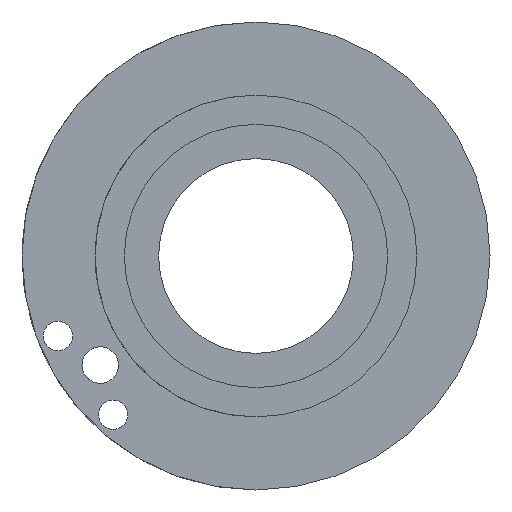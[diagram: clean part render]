
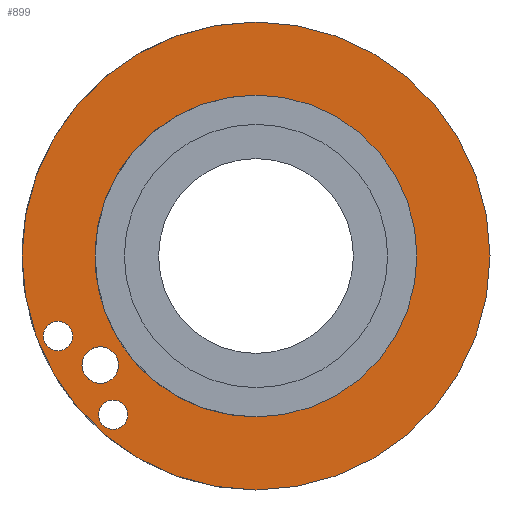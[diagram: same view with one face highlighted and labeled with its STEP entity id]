
A CAD part, left-side view. The second image highlights one B-rep face of the part: STEP entity #899.
In plain terms, the highlighted planar face has unit normal (-1, 0, 0).
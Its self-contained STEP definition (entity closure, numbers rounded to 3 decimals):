
#5 = CARTESIAN_POINT ( 'NONE',  ( 7.42, 0., -7.998 ) ) ;
#24 = CIRCLE ( 'NONE', #911, 0.5 ) ;
#42 = CARTESIAN_POINT ( 'NONE',  ( 7.42, 0., 0. ) ) ;
#46 = AXIS2_PLACEMENT_3D ( 'NONE', #1175, #1026, #168 ) ;
#47 = DIRECTION ( 'NONE',  ( 1., 0., 0. ) ) ;
#49 = CIRCLE ( 'NONE', #849, 0.5 ) ;
#69 = CARTESIAN_POINT ( 'NONE',  ( 7.42, 4.885, -5.425 ) ) ;
#108 = FACE_OUTER_BOUND ( 'NONE', #354, .T. ) ;
#139 = DIRECTION ( 'NONE',  ( 1., 0., 0. ) ) ;
#141 = ORIENTED_EDGE ( 'NONE', *, *, #196, .F. ) ;
#154 = EDGE_CURVE ( 'NONE', #1374, #862, #24, .T. ) ;
#161 = EDGE_CURVE ( 'NONE', #876, #449, #1277, .T. ) ;
#168 = DIRECTION ( 'NONE',  ( 0., 0., 1. ) ) ;
#193 = EDGE_LOOP ( 'NONE', ( #1129, #835 ) ) ;
#196 = EDGE_CURVE ( 'NONE', #449, #876, #1067, .T. ) ;
#206 = CARTESIAN_POINT ( 'NONE',  ( 7.42, 6.768, -3.235 ) ) ;
#226 = CARTESIAN_POINT ( 'NONE',  ( 7.42, 0., 5.5 ) ) ;
#231 = AXIS2_PLACEMENT_3D ( 'NONE', #42, #485, #267 ) ;
#246 = CARTESIAN_POINT ( 'NONE',  ( 7.42, 0., 0. ) ) ;
#252 = CARTESIAN_POINT ( 'NONE',  ( 7.42, 6.768, -2.235 ) ) ;
#267 = DIRECTION ( 'NONE',  ( 0., 0., 1. ) ) ;
#279 = AXIS2_PLACEMENT_3D ( 'NONE', #1148, #743, #1163 ) ;
#299 = DIRECTION ( 'NONE',  ( 1., 0., 0. ) ) ;
#309 = DIRECTION ( 'NONE',  ( 0., 0., 1. ) ) ;
#316 = DIRECTION ( 'NONE',  ( 1., 0., 0. ) ) ;
#321 = DIRECTION ( 'NONE',  ( 0., 0., 1. ) ) ;
#331 = FACE_BOUND ( 'NONE', #193, .T. ) ;
#338 = FACE_BOUND ( 'NONE', #1316, .T. ) ;
#354 = EDGE_LOOP ( 'NONE', ( #141, #539 ) ) ;
#361 = DIRECTION ( 'NONE',  ( 0., 0., 1. ) ) ;
#393 = AXIS2_PLACEMENT_3D ( 'NONE', #246, #139, #584 ) ;
#405 = DIRECTION ( 'NONE',  ( 0., 0., 1. ) ) ;
#449 = VERTEX_POINT ( 'NONE', #1326 ) ;
#465 = VERTEX_POINT ( 'NONE', #580 ) ;
#468 = DIRECTION ( 'NONE',  ( 0., 0., 1. ) ) ;
#472 = CARTESIAN_POINT ( 'NONE',  ( 7.42, 4.885, -5.925 ) ) ;
#473 = VERTEX_POINT ( 'NONE', #586 ) ;
#479 = EDGE_LOOP ( 'NONE', ( #882, #1109, #567 ) ) ;
#485 = DIRECTION ( 'NONE',  ( 1., 0., 0. ) ) ;
#490 = EDGE_CURVE ( 'NONE', #1183, #473, #890, .T. ) ;
#539 = ORIENTED_EDGE ( 'NONE', *, *, #161, .F. ) ;
#544 = FACE_BOUND ( 'NONE', #1015, .T. ) ;
#553 = AXIS2_PLACEMENT_3D ( 'NONE', #845, #299, #309 ) ;
#567 = ORIENTED_EDGE ( 'NONE', *, *, #1403, .T. ) ;
#574 = EDGE_CURVE ( 'NONE', #473, #1183, #993, .T. ) ;
#580 = CARTESIAN_POINT ( 'NONE',  ( 7.42, 4.505, -3.155 ) ) ;
#584 = DIRECTION ( 'NONE',  ( 0., 0., 1. ) ) ;
#586 = CARTESIAN_POINT ( 'NONE',  ( 7.42, 5.324, -3.103 ) ) ;
#595 = CIRCLE ( 'NONE', #553, 0.5 ) ;
#615 = VERTEX_POINT ( 'NONE', #472 ) ;
#624 = ORIENTED_EDGE ( 'NONE', *, *, #490, .T. ) ;
#648 = AXIS2_PLACEMENT_3D ( 'NONE', #767, #1195, #1104 ) ;
#663 = AXIS2_PLACEMENT_3D ( 'NONE', #1314, #316, #321 ) ;
#694 = VERTEX_POINT ( 'NONE', #733 ) ;
#701 = CARTESIAN_POINT ( 'NONE',  ( 7.42, 5.324, -3.728 ) ) ;
#733 = CARTESIAN_POINT ( 'NONE',  ( 7.42, 0., -5.5 ) ) ;
#740 = CARTESIAN_POINT ( 'NONE',  ( 7.42, 4.885, -4.925 ) ) ;
#743 = DIRECTION ( 'NONE',  ( 1., 0., 0. ) ) ;
#749 = CARTESIAN_POINT ( 'NONE',  ( 7.42, 6.768, -2.735 ) ) ;
#756 = EDGE_CURVE ( 'NONE', #762, #615, #49, .T. ) ;
#762 = VERTEX_POINT ( 'NONE', #740 ) ;
#767 = CARTESIAN_POINT ( 'NONE',  ( 7.42, 0., 0. ) ) ;
#785 = DIRECTION ( 'NONE',  ( 1., 0., 0. ) ) ;
#799 = AXIS2_PLACEMENT_3D ( 'NONE', #1337, #785, #468 ) ;
#828 = DIRECTION ( 'NONE',  ( 0., 0., 1. ) ) ;
#831 = CARTESIAN_POINT ( 'NONE',  ( 7.42, 5.324, -4.353 ) ) ;
#835 = ORIENTED_EDGE ( 'NONE', *, *, #756, .T. ) ;
#845 = CARTESIAN_POINT ( 'NONE',  ( 7.42, 4.885, -5.425 ) ) ;
#849 = AXIS2_PLACEMENT_3D ( 'NONE', #69, #948, #405 ) ;
#862 = VERTEX_POINT ( 'NONE', #206 ) ;
#876 = VERTEX_POINT ( 'NONE', #5 ) ;
#882 = ORIENTED_EDGE ( 'NONE', *, *, #1044, .T. ) ;
#890 = CIRCLE ( 'NONE', #1388, 0.625 ) ;
#899 = ADVANCED_FACE ( 'NONE', ( #108, #1307, #331, #338, #544 ), #967, .T. ) ;
#911 = AXIS2_PLACEMENT_3D ( 'NONE', #749, #1033, #828 ) ;
#915 = DIRECTION ( 'NONE',  ( 0., 0., 1. ) ) ;
#948 = DIRECTION ( 'NONE',  ( 1., 0., 0. ) ) ;
#967 = PLANE ( 'NONE',  #648 ) ;
#993 = CIRCLE ( 'NONE', #1178, 0.625 ) ;
#1006 = EDGE_CURVE ( 'NONE', #1239, #694, #1065, .T. ) ;
#1009 = CARTESIAN_POINT ( 'NONE',  ( 7.42, 5.324, -3.728 ) ) ;
#1015 = EDGE_LOOP ( 'NONE', ( #624, #1022 ) ) ;
#1022 = ORIENTED_EDGE ( 'NONE', *, *, #574, .T. ) ;
#1026 = DIRECTION ( 'NONE',  ( 1., 0., 0. ) ) ;
#1033 = DIRECTION ( 'NONE',  ( 1., 0., 0. ) ) ;
#1044 = EDGE_CURVE ( 'NONE', #465, #1239, #1155, .T. ) ;
#1065 = CIRCLE ( 'NONE', #231, 5.5 ) ;
#1067 = CIRCLE ( 'NONE', #46, 7.998 ) ;
#1104 = DIRECTION ( 'NONE',  ( 0., 0., 1. ) ) ;
#1109 = ORIENTED_EDGE ( 'NONE', *, *, #1006, .T. ) ;
#1111 = EDGE_CURVE ( 'NONE', #615, #762, #595, .T. ) ;
#1129 = ORIENTED_EDGE ( 'NONE', *, *, #1111, .T. ) ;
#1148 = CARTESIAN_POINT ( 'NONE',  ( 7.42, 0., 0. ) ) ;
#1155 = CIRCLE ( 'NONE', #393, 5.5 ) ;
#1163 = DIRECTION ( 'NONE',  ( 0., 0., 1. ) ) ;
#1175 = CARTESIAN_POINT ( 'NONE',  ( 7.42, 0., 0. ) ) ;
#1178 = AXIS2_PLACEMENT_3D ( 'NONE', #701, #1329, #361 ) ;
#1183 = VERTEX_POINT ( 'NONE', #831 ) ;
#1195 = DIRECTION ( 'NONE',  ( -1., 0., 0. ) ) ;
#1198 = ORIENTED_EDGE ( 'NONE', *, *, #154, .T. ) ;
#1220 = ORIENTED_EDGE ( 'NONE', *, *, #1343, .T. ) ;
#1239 = VERTEX_POINT ( 'NONE', #226 ) ;
#1275 = CIRCLE ( 'NONE', #663, 0.5 ) ;
#1276 = CIRCLE ( 'NONE', #799, 5.5 ) ;
#1277 = CIRCLE ( 'NONE', #279, 7.998 ) ;
#1307 = FACE_BOUND ( 'NONE', #479, .T. ) ;
#1314 = CARTESIAN_POINT ( 'NONE',  ( 7.42, 6.768, -2.735 ) ) ;
#1316 = EDGE_LOOP ( 'NONE', ( #1220, #1198 ) ) ;
#1326 = CARTESIAN_POINT ( 'NONE',  ( 7.42, 0., 7.998 ) ) ;
#1329 = DIRECTION ( 'NONE',  ( 1., 0., 0. ) ) ;
#1337 = CARTESIAN_POINT ( 'NONE',  ( 7.42, 0., 0. ) ) ;
#1343 = EDGE_CURVE ( 'NONE', #862, #1374, #1275, .T. ) ;
#1374 = VERTEX_POINT ( 'NONE', #252 ) ;
#1388 = AXIS2_PLACEMENT_3D ( 'NONE', #1009, #47, #915 ) ;
#1403 = EDGE_CURVE ( 'NONE', #694, #465, #1276, .T. ) ;
